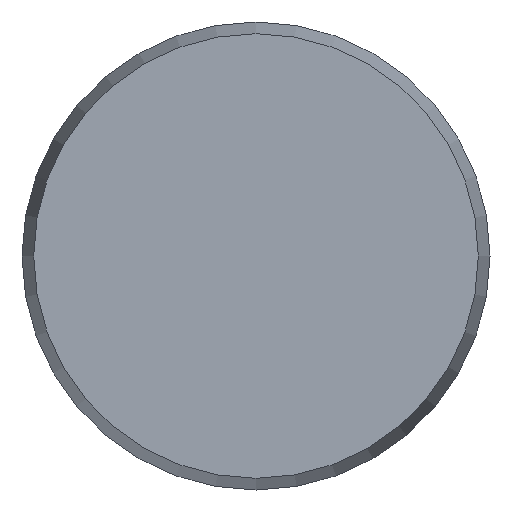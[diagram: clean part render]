
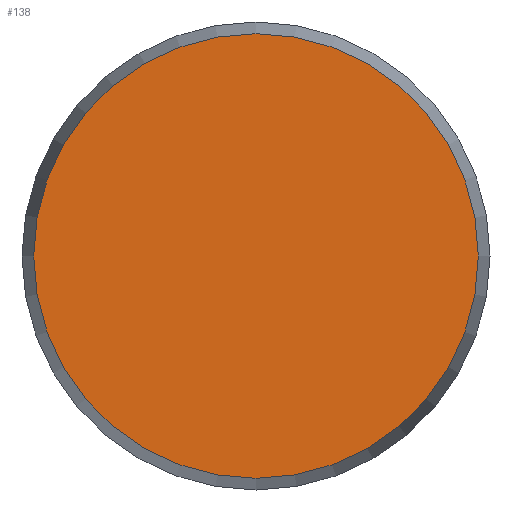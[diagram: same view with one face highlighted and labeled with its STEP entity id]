
A CAD part, front view. The second image highlights one B-rep face of the part: STEP entity #138.
In plain terms, the highlighted planar face has unit normal (0, -1, 0).
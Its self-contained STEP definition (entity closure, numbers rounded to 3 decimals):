
#138 = ADVANCED_FACE( '', ( #286 ), #287, .F. );
#286 = FACE_OUTER_BOUND( '', #427, .T. );
#287 = PLANE( '', #428 );
#427 = EDGE_LOOP( '', ( #722 ) );
#428 = AXIS2_PLACEMENT_3D( '', #723, #724, #725 );
#722 = ORIENTED_EDGE( '', *, *, #810, .T. );
#723 = CARTESIAN_POINT( '', ( 28.5, 0., 0. ) );
#724 = DIRECTION( '', ( 0., 1., 0. ) );
#725 = DIRECTION( '', ( 0., 0., 1. ) );
#810 = EDGE_CURVE( '', #967, #967, #968, .T. );
#967 = VERTEX_POINT( '', #1256 );
#968 = CIRCLE( '', #1257, 28.5 );
#1256 = CARTESIAN_POINT( '', ( 0., 0., -28.5 ) );
#1257 = AXIS2_PLACEMENT_3D( '', #1412, #1413, #1414 );
#1412 = CARTESIAN_POINT( '', ( 0., 0., 0. ) );
#1413 = DIRECTION( '', ( 0., -1., 0. ) );
#1414 = DIRECTION( '', ( 0., 0., -1. ) );
